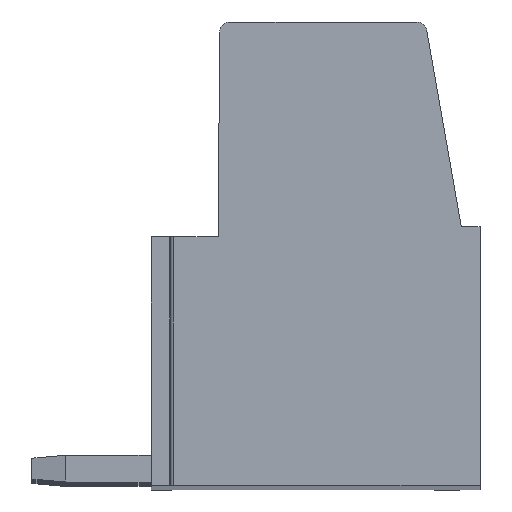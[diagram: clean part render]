
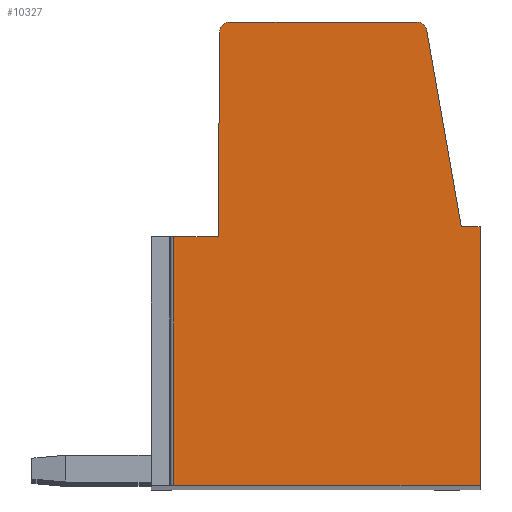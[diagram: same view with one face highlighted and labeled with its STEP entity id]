
A CAD part, top view. The second image highlights one B-rep face of the part: STEP entity #10327.
In plain terms, the highlighted planar face has unit normal (0, 0, 1).
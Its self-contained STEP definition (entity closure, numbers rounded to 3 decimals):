
#1771=DIRECTION('',(0.,1.,0.));
#1772=VECTOR('',#1771,7.4);
#1773=CARTESIAN_POINT('',(-4.225,-7.4,2.5));
#1774=LINE('',#1773,#1772);
#1775=DIRECTION('',(-1.,0.,0.));
#1776=VECTOR('',#1775,1.325);
#1777=CARTESIAN_POINT('',(-2.9,0.,2.5));
#1778=LINE('',#1777,#1776);
#1779=DIRECTION('',(-0.007,-1.,0.));
#1780=VECTOR('',#1779,6.1);
#1781=CARTESIAN_POINT('',(-2.859,6.1,2.5));
#1782=LINE('',#1781,#1780);
#1783=CARTESIAN_POINT('',(-2.557,6.098,2.5));
#1784=DIRECTION('',(0.,0.,1.));
#1785=DIRECTION('',(0.,1.,0.));
#1786=AXIS2_PLACEMENT_3D('',#1783,#1784,#1785);
#1788=DIRECTION('',(-1.,0.,0.));
#1789=VECTOR('',#1788,5.57);
#1790=CARTESIAN_POINT('',(3.013,6.4,2.5));
#1791=LINE('',#1790,#1789);
#1792=CARTESIAN_POINT('',(3.013,6.098,2.5));
#1793=DIRECTION('',(0.,0.,1.));
#1794=DIRECTION('',(0.985,0.173,0.));
#1795=AXIS2_PLACEMENT_3D('',#1792,#1793,#1794);
#1797=DIRECTION('',(-0.173,0.985,0.));
#1798=VECTOR('',#1797,5.94);
#1799=CARTESIAN_POINT('',(4.34,0.3,2.5));
#1800=LINE('',#1799,#1798);
#1801=DIRECTION('',(-1.,0.,0.));
#1802=VECTOR('',#1801,0.56);
#1803=CARTESIAN_POINT('',(4.9,0.3,2.5));
#1804=LINE('',#1803,#1802);
#1805=DIRECTION('',(0.,1.,0.));
#1806=VECTOR('',#1805,7.7);
#1807=CARTESIAN_POINT('',(4.9,-7.4,2.5));
#1808=LINE('',#1807,#1806);
#1809=DIRECTION('',(1.,0.,0.));
#1810=VECTOR('',#1809,9.125);
#1811=CARTESIAN_POINT('',(-4.225,-7.4,2.5));
#1812=LINE('',#1811,#1810);
#6125=CARTESIAN_POINT('',(4.9,-7.4,2.5));
#6126=CARTESIAN_POINT('',(4.9,0.3,2.5));
#6127=VERTEX_POINT('',#6125);
#6128=VERTEX_POINT('',#6126);
#6129=CARTESIAN_POINT('',(4.34,0.3,2.5));
#6130=VERTEX_POINT('',#6129);
#6131=CARTESIAN_POINT('',(3.311,6.15,2.5));
#6132=VERTEX_POINT('',#6131);
#6133=CARTESIAN_POINT('',(3.013,6.4,2.5));
#6134=VERTEX_POINT('',#6133);
#6135=CARTESIAN_POINT('',(-2.557,6.4,2.5));
#6136=VERTEX_POINT('',#6135);
#6137=CARTESIAN_POINT('',(-2.859,6.1,2.5));
#6138=VERTEX_POINT('',#6137);
#6139=CARTESIAN_POINT('',(-2.9,0.,2.5));
#6140=VERTEX_POINT('',#6139);
#6185=CARTESIAN_POINT('',(-4.225,-7.4,2.5));
#6186=CARTESIAN_POINT('',(-4.225,0.,2.5));
#6187=VERTEX_POINT('',#6185);
#6188=VERTEX_POINT('',#6186);
#10303=CARTESIAN_POINT('',(0.,0.,2.5));
#10304=DIRECTION('',(0.,0.,1.));
#10305=DIRECTION('',(1.,0.,0.));
#10306=AXIS2_PLACEMENT_3D('',#10303,#10304,#10305);
#10307=PLANE('',#10306);
#10308=ORIENTED_EDGE('',*,*,#10295,.T.);
#10309=ORIENTED_EDGE('',*,*,#7830,.F.);
#10311=ORIENTED_EDGE('',*,*,#10310,.F.);
#10313=ORIENTED_EDGE('',*,*,#10312,.F.);
#10315=ORIENTED_EDGE('',*,*,#10314,.F.);
#10317=ORIENTED_EDGE('',*,*,#10316,.F.);
#10319=ORIENTED_EDGE('',*,*,#10318,.F.);
#10321=ORIENTED_EDGE('',*,*,#10320,.F.);
#10323=ORIENTED_EDGE('',*,*,#10322,.F.);
#10324=ORIENTED_EDGE('',*,*,#8028,.F.);
#10325=EDGE_LOOP('',(#10308,#10309,#10311,#10313,#10315,#10317,#10319,#10321,
#10323,#10324));
#10326=FACE_OUTER_BOUND('',#10325,.F.);
#1787=CIRCLE('',#1786,0.302);
#1796=CIRCLE('',#1795,0.302);
#7830=EDGE_CURVE('',#6140,#6188,#1778,.T.);
#8028=EDGE_CURVE('',#6187,#6127,#1812,.T.);
#10295=EDGE_CURVE('',#6187,#6188,#1774,.T.);
#10310=EDGE_CURVE('',#6138,#6140,#1782,.T.);
#10312=EDGE_CURVE('',#6136,#6138,#1787,.T.);
#10314=EDGE_CURVE('',#6134,#6136,#1791,.T.);
#10316=EDGE_CURVE('',#6132,#6134,#1796,.T.);
#10318=EDGE_CURVE('',#6130,#6132,#1800,.T.);
#10320=EDGE_CURVE('',#6128,#6130,#1804,.T.);
#10322=EDGE_CURVE('',#6127,#6128,#1808,.T.);
#10327=ADVANCED_FACE('',(#10326),#10307,.T.);
